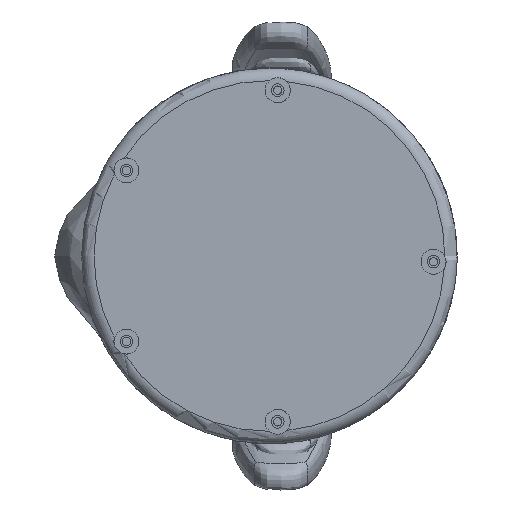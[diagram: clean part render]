
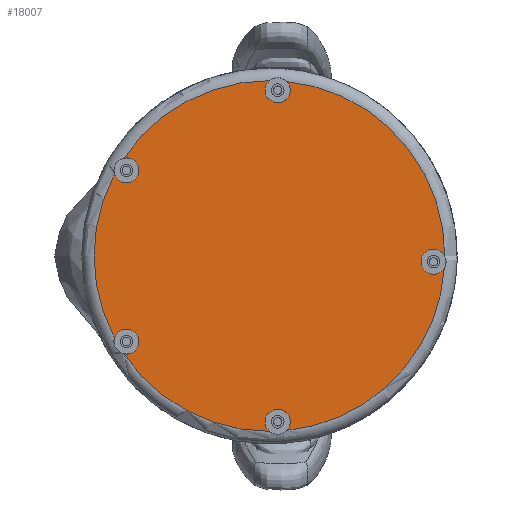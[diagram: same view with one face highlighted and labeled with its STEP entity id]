
A CAD part, front view. The second image highlights one B-rep face of the part: STEP entity #18007.
In plain terms, the highlighted planar face has unit normal (0, -1, 0).
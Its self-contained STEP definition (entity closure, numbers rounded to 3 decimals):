
#1876=CIRCLE('',#19475,42.);
#1877=CIRCLE('',#19476,42.);
#1878=CIRCLE('',#19477,42.);
#1881=CIRCLE('',#19480,42.);
#1882=CIRCLE('',#19481,42.);
#1883=CIRCLE('',#19482,42.);
#1885=CIRCLE('',#19485,3.);
#1886=CIRCLE('',#19486,3.);
#1888=CIRCLE('',#19489,3.);
#1889=CIRCLE('',#19490,3.);
#1890=CIRCLE('',#19492,3.);
#1891=CIRCLE('',#19493,3.);
#1892=CIRCLE('',#19494,3.);
#1893=CIRCLE('',#19495,3.);
#3197=FACE_OUTER_BOUND('',#4322,.T.);
#4322=EDGE_LOOP('',(#16292,#16293,#16294,#16295,#16296,#16297,#16298,#16299,
#16300,#16301,#16302,#16303,#16304,#16305));
#8477=VERTEX_POINT('',#50324);
#8478=VERTEX_POINT('',#50325);
#8479=VERTEX_POINT('',#50338);
#8481=VERTEX_POINT('',#50353);
#8482=VERTEX_POINT('',#50360);
#8484=VERTEX_POINT('',#50369);
#8485=VERTEX_POINT('',#50382);
#8487=VERTEX_POINT('',#50387);
#8488=VERTEX_POINT('',#50389);
#8489=VERTEX_POINT('',#50402);
#8490=VERTEX_POINT('',#50404);
#8492=VERTEX_POINT('',#50417);
#8494=VERTEX_POINT('',#50424);
#8495=VERTEX_POINT('',#50431);
#11095=EDGE_CURVE('',#8478,#8479,#1876,.T.);
#11098=EDGE_CURVE('',#8481,#8482,#1877,.T.);
#11101=EDGE_CURVE('',#8484,#8485,#1878,.T.);
#11104=EDGE_CURVE('',#8485,#8487,#1881,.T.);
#11106=EDGE_CURVE('',#8488,#8489,#1882,.T.);
#11108=EDGE_CURVE('',#8490,#8477,#1883,.T.);
#11111=EDGE_CURVE('',#8490,#8492,#1885,.T.);
#11112=EDGE_CURVE('',#8492,#8489,#1886,.T.);
#11115=EDGE_CURVE('',#8488,#8494,#1888,.T.);
#11116=EDGE_CURVE('',#8494,#8487,#1889,.T.);
#11117=EDGE_CURVE('',#8484,#8482,#1890,.T.);
#11118=EDGE_CURVE('',#8481,#8479,#1891,.T.);
#11119=EDGE_CURVE('',#8478,#8495,#1892,.T.);
#11120=EDGE_CURVE('',#8495,#8477,#1893,.T.);
#16292=ORIENTED_EDGE('',*,*,#11108,.F.);
#16293=ORIENTED_EDGE('',*,*,#11111,.T.);
#16294=ORIENTED_EDGE('',*,*,#11112,.T.);
#16295=ORIENTED_EDGE('',*,*,#11106,.F.);
#16296=ORIENTED_EDGE('',*,*,#11115,.T.);
#16297=ORIENTED_EDGE('',*,*,#11116,.T.);
#16298=ORIENTED_EDGE('',*,*,#11104,.F.);
#16299=ORIENTED_EDGE('',*,*,#11101,.F.);
#16300=ORIENTED_EDGE('',*,*,#11117,.T.);
#16301=ORIENTED_EDGE('',*,*,#11098,.F.);
#16302=ORIENTED_EDGE('',*,*,#11118,.T.);
#16303=ORIENTED_EDGE('',*,*,#11095,.F.);
#16304=ORIENTED_EDGE('',*,*,#11119,.T.);
#16305=ORIENTED_EDGE('',*,*,#11120,.T.);
#17052=PLANE('',#19491);
#18007=ADVANCED_FACE('',(#3197),#17052,.T.);
#19475=AXIS2_PLACEMENT_3D('',#50339,#23372,#23373);
#19476=AXIS2_PLACEMENT_3D('',#50361,#23374,#23375);
#19477=AXIS2_PLACEMENT_3D('',#50383,#23376,#23377);
#19480=AXIS2_PLACEMENT_3D('',#50388,#23382,#23383);
#19481=AXIS2_PLACEMENT_3D('',#50403,#23384,#23385);
#19482=AXIS2_PLACEMENT_3D('',#50413,#23386,#23387);
#19485=AXIS2_PLACEMENT_3D('',#50419,#23393,#23394);
#19486=AXIS2_PLACEMENT_3D('',#50420,#23395,#23396);
#19489=AXIS2_PLACEMENT_3D('',#50426,#23402,#23403);
#19490=AXIS2_PLACEMENT_3D('',#50427,#23404,#23405);
#19491=AXIS2_PLACEMENT_3D('',#50428,#23406,#23407);
#19492=AXIS2_PLACEMENT_3D('',#50429,#23408,#23409);
#19493=AXIS2_PLACEMENT_3D('',#50430,#23410,#23411);
#19494=AXIS2_PLACEMENT_3D('',#50432,#23412,#23413);
#19495=AXIS2_PLACEMENT_3D('',#50433,#23414,#23415);
#23372=DIRECTION('center_axis',(0.,1.,0.));
#23373=DIRECTION('ref_axis',(0.706,0.,0.708));
#23374=DIRECTION('center_axis',(0.,1.,0.));
#23375=DIRECTION('ref_axis',(0.706,0.,0.708));
#23376=DIRECTION('center_axis',(0.,1.,0.));
#23377=DIRECTION('ref_axis',(0.706,0.,0.708));
#23382=DIRECTION('center_axis',(0.,1.,0.));
#23383=DIRECTION('ref_axis',(0.706,0.,0.708));
#23384=DIRECTION('center_axis',(0.,1.,0.));
#23385=DIRECTION('ref_axis',(0.706,0.,0.708));
#23386=DIRECTION('center_axis',(0.,1.,0.));
#23387=DIRECTION('ref_axis',(0.706,0.,0.708));
#23393=DIRECTION('center_axis',(0.,1.,0.));
#23394=DIRECTION('ref_axis',(1.,0.,0.));
#23395=DIRECTION('center_axis',(0.,1.,0.));
#23396=DIRECTION('ref_axis',(1.,0.,0.));
#23402=DIRECTION('center_axis',(0.,1.,0.));
#23403=DIRECTION('ref_axis',(1.,0.,0.));
#23404=DIRECTION('center_axis',(0.,1.,0.));
#23405=DIRECTION('ref_axis',(1.,0.,0.));
#23406=DIRECTION('center_axis',(0.,-1.,0.));
#23407=DIRECTION('ref_axis',(1.,0.,0.));
#23408=DIRECTION('center_axis',(0.,1.,0.));
#23409=DIRECTION('ref_axis',(1.,0.,0.));
#23410=DIRECTION('center_axis',(0.,1.,0.));
#23411=DIRECTION('ref_axis',(1.,0.,0.));
#23412=DIRECTION('center_axis',(0.,1.,0.));
#23413=DIRECTION('ref_axis',(1.,0.,0.));
#23414=DIRECTION('center_axis',(0.,1.,0.));
#23415=DIRECTION('ref_axis',(1.,0.,0.));
#50324=CARTESIAN_POINT('',(-1.068,-144.842,-41.794));
#50325=CARTESIAN_POINT('',(-5.191,-144.842,-42.));
#50338=CARTESIAN_POINT('',(-40.085,-144.842,-23.422));
#50339=CARTESIAN_POINT('Origin',(-5.222,-144.842,0.));
#50353=CARTESIAN_POINT('',(-42.346,-144.842,-19.642));
#50360=CARTESIAN_POINT('',(-42.346,-144.842,19.642));
#50361=CARTESIAN_POINT('Origin',(-5.222,-144.842,0.));
#50369=CARTESIAN_POINT('',(-40.085,-144.842,23.422));
#50382=CARTESIAN_POINT('',(-5.222,-144.842,42.));
#50383=CARTESIAN_POINT('Origin',(-5.222,-144.842,0.));
#50387=CARTESIAN_POINT('',(-5.191,-144.842,42.));
#50388=CARTESIAN_POINT('Origin',(-5.222,-144.842,0.));
#50389=CARTESIAN_POINT('',(-1.068,-144.842,41.794));
#50402=CARTESIAN_POINT('',(36.778,-144.842,-0.053));
#50403=CARTESIAN_POINT('Origin',(-5.222,-144.842,0.));
#50404=CARTESIAN_POINT('',(36.68,-144.842,-2.866));
#50413=CARTESIAN_POINT('Origin',(-5.222,-144.842,0.));
#50417=CARTESIAN_POINT('',(31.081,-144.842,-1.367));
#50419=CARTESIAN_POINT('Origin',(34.081,-144.842,-1.367));
#50420=CARTESIAN_POINT('Origin',(34.081,-144.842,-1.367));
#50424=CARTESIAN_POINT('',(-6.238,-144.842,39.722));
#50426=CARTESIAN_POINT('Origin',(-3.238,-144.842,39.722));
#50427=CARTESIAN_POINT('Origin',(-3.238,-144.842,39.722));
#50428=CARTESIAN_POINT('Origin',(-5.222,-144.842,0.));
#50429=CARTESIAN_POINT('Origin',(-39.468,-144.842,20.486));
#50430=CARTESIAN_POINT('Origin',(-39.468,-144.842,-20.486));
#50431=CARTESIAN_POINT('',(-6.238,-144.842,-39.722));
#50432=CARTESIAN_POINT('Origin',(-3.238,-144.842,-39.722));
#50433=CARTESIAN_POINT('Origin',(-3.238,-144.842,-39.722));
